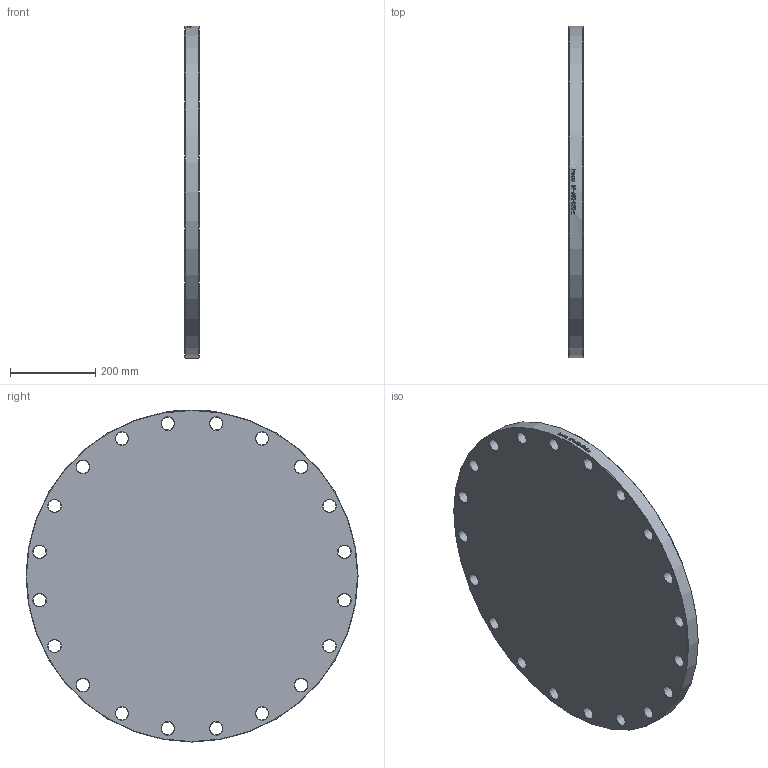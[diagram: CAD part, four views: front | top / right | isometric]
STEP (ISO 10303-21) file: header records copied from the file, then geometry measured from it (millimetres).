
FILE_DESCRIPTION (( 'STEP AP214' ), '1' );
FILE_NAME ('BF-600-010-x Blindflansch PN10 DIN2527 EN1092 2103.STEP', '2021-03-04T15:37:45', ( '' ), ( '' ), 'SwSTEP 2.0', 'SolidWorks 2019', '' );
FILE_SCHEMA (( 'AUTOMOTIVE_DESIGN' ));
Length unit declared in the file: millimetre
Products named in the file (1): BF-600-010-x Blindflansch PN10 DIN2527 EN1092 2103
Bounding box: 34 x 780 x 780 mm (x, y, z)
Volume: 15783015.9 mm3; surface area: 1069937.3 mm2
Topology: 1 solids, 1 shells, 90 faces, 322 edges, 259 vertices
Faces by surface type: cylinder 46, cone 42, plane 2
Full cylindrical faces by diameter (mm): 30 x20, 780 x1
Entity records: 7483 total; most frequent: CARTESIAN_POINT 4809, ORIENTED_EDGE 476, DIRECTION 429, EDGE_CURVE 238, VERTEX_POINT 238, EDGE_LOOP 218, AXIS2_PLACEMENT_3D 204, CIRCLE 113
